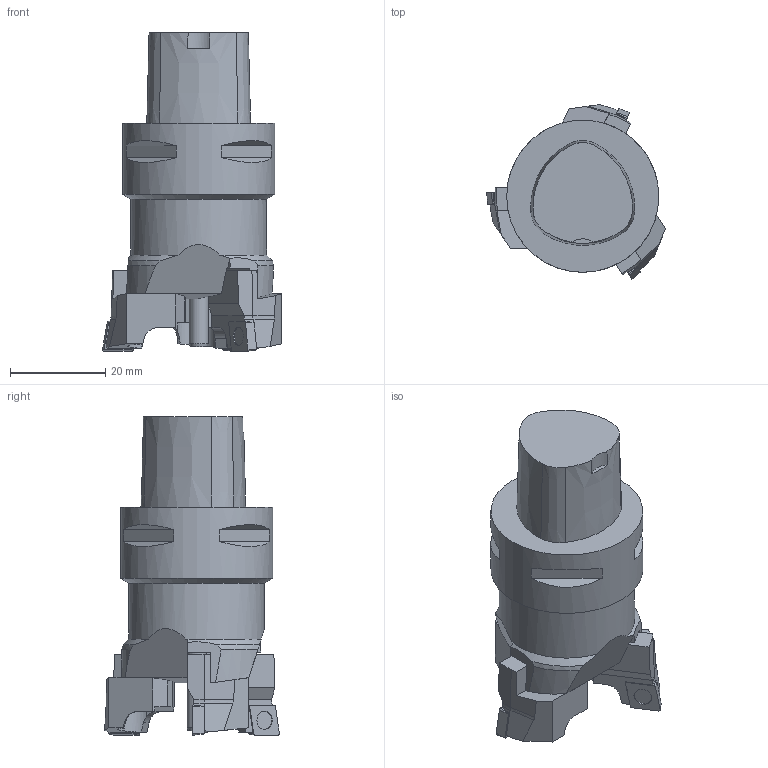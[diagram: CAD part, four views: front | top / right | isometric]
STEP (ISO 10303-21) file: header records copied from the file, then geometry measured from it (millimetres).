
FILE_DESCRIPTION(/* description */ (''),/* implementation_level */ '2;1');
FILE_NAME(/* name */ '1566282109762.stp',/* time_stamp */ '2019-08-20T08:21:56+02:00',/* author */ (''),/* organization */ ('SMS'),/* preprocessor_version */ 'ST-DEVELOPER v16.7',/* originating_system */ 'SIEMENS PLM Software NX 12.0',/* authorisation */ '');
FILE_SCHEMA (('AUTOMOTIVE_DESIGN { 1 0 10303 214 3 1 1 1 }'));
Length unit declared in the file: millimetre
Products named in the file (7): IsoTurningInsert; ASSEMBLY_CONSTRUCTION; 201011651mod000_00; 200954943mod000_01; 201011653mod000_01; 201069081mod000_01
Assembly tree (8 placements, depth 3):
  201069081mod000_01
    200954943mod000_01
    201011653mod000_01  x3
      201011651mod000_00
      ASSEMBLY_CONSTRUCTION
      IsoTurningInsert
    ASSEMBLY_CONSTRUCTION
Bounding box: 37.63 x 36.74 x 67 mm (x, y, z)
Volume: 35950.4 mm3; surface area: 10514 mm2
Topology: 7 solids, 7 shells, 215 faces, 565 edges, 398 vertices
Faces by surface type: plane 140, cone 32, cylinder 28, torus 12, extrusion 3
Full cylindrical faces by diameter (mm): 2.8 x6, 4.008 x1, 28.5 x1, 32 x1
Entity records: 3656 total; most frequent: CARTESIAN_POINT 708, DIRECTION 587, ORIENTED_EDGE 526, EDGE_CURVE 263, AXIS2_PLACEMENT_3D 214, VERTEX_POINT 180, VECTOR 159, LINE 158
